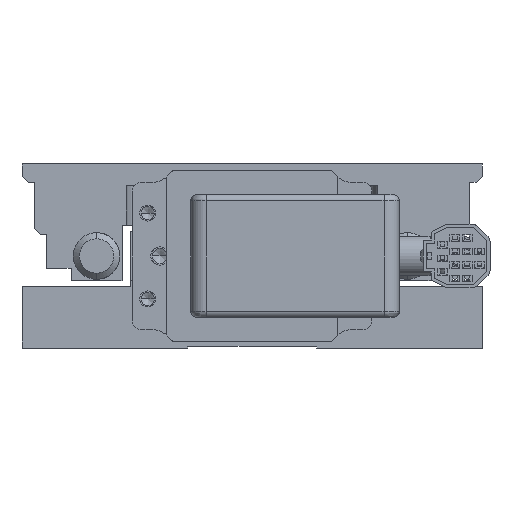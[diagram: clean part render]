
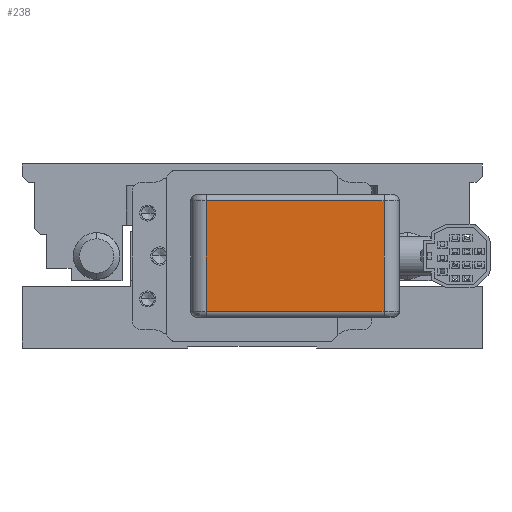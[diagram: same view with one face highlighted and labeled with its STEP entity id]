
A CAD part, left-side view. The second image highlights one B-rep face of the part: STEP entity #238.
In plain terms, the highlighted planar face has unit normal (-1, 0, 0).
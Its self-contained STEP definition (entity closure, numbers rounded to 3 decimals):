
#238=ADVANCED_FACE('',(#2087),#2086,.T.);
#2086=PLANE('',#12147);
#2087=FACE_OUTER_BOUND('',#12148,.T.);
#12144=CARTESIAN_POINT('',(-196.,-24.4,4.2));
#12145=DIRECTION('',(-1.,0.,0.));
#12146=DIRECTION('',(0.,0.,1.));
#12147=AXIS2_PLACEMENT_3D('',#12144,#12145,#12146);
#12148=EDGE_LOOP('',(#19528,#19529,#19530,#19531));
#19528=ORIENTED_EDGE('',*,*,#24560,.T.);
#19529=ORIENTED_EDGE('',*,*,#24561,.T.);
#19530=ORIENTED_EDGE('',*,*,#24562,.T.);
#19531=ORIENTED_EDGE('',*,*,#24563,.T.);
#24560=EDGE_CURVE('',#29543,#29544,#29545,.T.);
#24561=EDGE_CURVE('',#29544,#29551,#29552,.T.);
#24562=EDGE_CURVE('',#29551,#29558,#29559,.T.);
#24563=EDGE_CURVE('',#29558,#29543,#29565,.T.);
#29543=VERTEX_POINT('',#46062);
#29544=VERTEX_POINT('',#46063);
#29545=LINE('',#46064,#46065);
#29551=VERTEX_POINT('',#46067);
#29552=LINE('',#46068,#46069);
#29558=VERTEX_POINT('',#46071);
#29559=LINE('',#46072,#46073);
#29565=LINE('',#46075,#46076);
#46062=CARTESIAN_POINT('',(-196.,7.5,24.));
#46063=CARTESIAN_POINT('',(-196.,7.5,6.));
#46064=CARTESIAN_POINT('',(-196.,7.5,24.));
#46065=VECTOR('',#46066,18.);
#46066=DIRECTION('',(0.,0.,-1.));
#46067=CARTESIAN_POINT('',(-196.,-21.5,6.));
#46068=CARTESIAN_POINT('',(-196.,7.5,6.));
#46069=VECTOR('',#46070,29.);
#46070=DIRECTION('',(0.,-1.,0.));
#46071=CARTESIAN_POINT('',(-196.,-21.5,24.));
#46072=CARTESIAN_POINT('',(-196.,-21.5,6.));
#46073=VECTOR('',#46074,18.);
#46074=DIRECTION('',(0.,0.,1.));
#46075=CARTESIAN_POINT('',(-196.,-21.5,24.));
#46076=VECTOR('',#46077,29.);
#46077=DIRECTION('',(0.,1.,0.));
